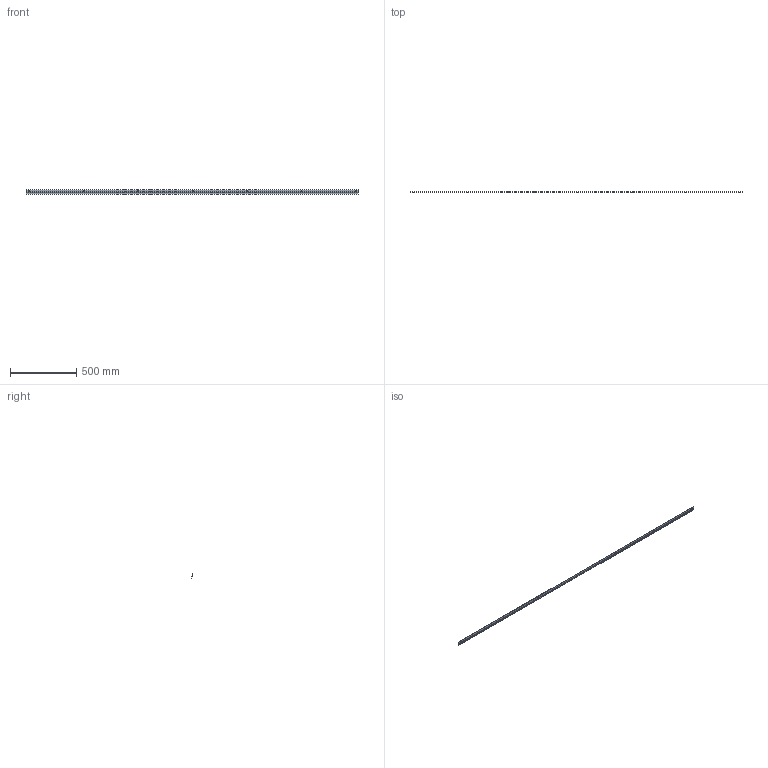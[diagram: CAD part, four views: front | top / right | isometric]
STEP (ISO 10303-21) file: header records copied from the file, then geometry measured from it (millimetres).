
FILE_DESCRIPTION(/* description */ (''),/* implementation_level */ '2;1');
FILE_NAME(/* name */ '20604.stp',/* time_stamp */ '2019-08-13T09:09:37+02:00',/* author */ ('DIDIERR'),/* organization */ (''),/* preprocessor_version */ 'ST-DEVELOPER v17.2',/* originating_system */ 'Autodesk Inventor 2019',/* authorisation */ '');
FILE_SCHEMA (('AUTOMOTIVE_DESIGN { 1 0 10303 214 3 1 1 }'));
Length unit declared in the file: millimetre
Products named in the file (1): 20604
Bounding box: 2500 x 4.67 x 32.8 mm (x, y, z)
Volume: 125256.5 mm3; surface area: 174790.4 mm2
Topology: 1 solids, 1 shells, 21 faces, 71 edges, 52 vertices
Faces by surface type: cylinder 11, plane 10
Full cylindrical faces by diameter (mm): 5.5 x7
Entity records: 882 total; most frequent: DIRECTION 151, CARTESIAN_POINT 145, ORIENTED_EDGE 142, EDGE_CURVE 71, AXIS2_PLACEMENT_3D 58, VERTEX_POINT 52, CIRCLE 36, EDGE_LOOP 35
